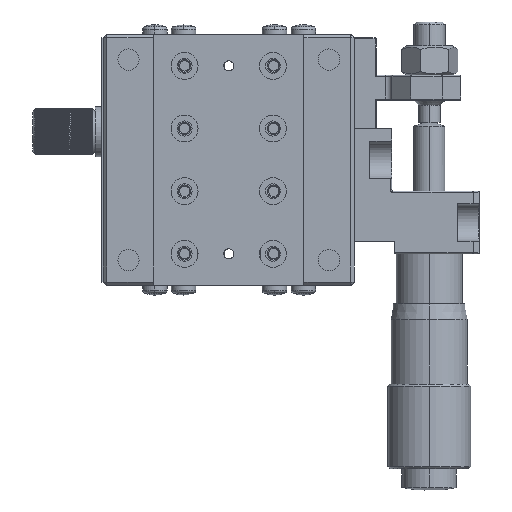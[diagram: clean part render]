
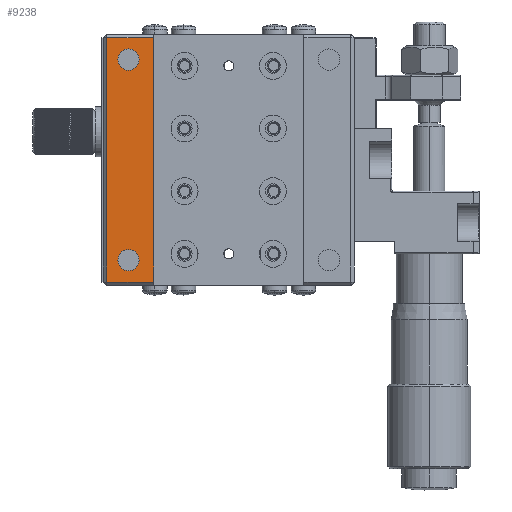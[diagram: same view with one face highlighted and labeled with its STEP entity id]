
A CAD part, left-side view. The second image highlights one B-rep face of the part: STEP entity #9238.
In plain terms, the highlighted planar face has unit normal (-1, 0, 0).
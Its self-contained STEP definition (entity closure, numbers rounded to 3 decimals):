
#374 = CARTESIAN_POINT ( 'NONE',  ( 0., 36., 2.3 ) ) ;
#674 = CIRCLE ( 'NONE', #21341, 1.7 ) ;
#1065 = FACE_BOUND ( 'NONE', #23128, .T. ) ;
#1233 = DIRECTION ( 'NONE',  ( 1., 0., 0. ) ) ;
#2790 = DIRECTION ( 'NONE',  ( 0., 0., -1. ) ) ;
#2864 = VERTEX_POINT ( 'NONE', #33248 ) ;
#2921 = CARTESIAN_POINT ( 'NONE',  ( 0., 39.5, 0.5 ) ) ;
#3194 = CARTESIAN_POINT ( 'NONE',  ( 0., 40., 0.5 ) ) ;
#3310 = CARTESIAN_POINT ( 'NONE',  ( 0., 39.5, 40. ) ) ;
#3381 = DIRECTION ( 'NONE',  ( 0., 1., 0. ) ) ;
#3391 = EDGE_CURVE ( 'NONE', #30584, #13001, #10564, .T. ) ;
#3755 = FACE_OUTER_BOUND ( 'NONE', #11991, .T. ) ;
#5755 = DIRECTION ( 'NONE',  ( 0., 0., 1. ) ) ;
#5762 = AXIS2_PLACEMENT_3D ( 'NONE', #16598, #25063, #2790 ) ;
#6702 = ORIENTED_EDGE ( 'NONE', *, *, #31774, .T. ) ;
#7188 = CIRCLE ( 'NONE', #13516, 1.7 ) ;
#7764 = ORIENTED_EDGE ( 'NONE', *, *, #8866, .F. ) ;
#8122 = CARTESIAN_POINT ( 'NONE',  ( 0., 36., 4. ) ) ;
#8436 = LINE ( 'NONE', #30379, #10582 ) ;
#8569 = DIRECTION ( 'NONE',  ( 0., 0., -1. ) ) ;
#8759 = PLANE ( 'NONE',  #34595 ) ;
#8831 = DIRECTION ( 'NONE',  ( 0., 0., 1. ) ) ;
#8866 = EDGE_CURVE ( 'NONE', #11527, #32594, #9676, .T. ) ;
#9238 = ADVANCED_FACE ( 'NONE', ( #3755, #25658, #1065 ), #8759, .F. ) ;
#9676 = LINE ( 'NONE', #13087, #10850 ) ;
#10564 = CIRCLE ( 'NONE', #12304, 1.7 ) ;
#10582 = VECTOR ( 'NONE', #5755, 1000. ) ;
#10850 = VECTOR ( 'NONE', #12900, 1000. ) ;
#10922 = EDGE_CURVE ( 'NONE', #22670, #11527, #28441, .T. ) ;
#11083 = ORIENTED_EDGE ( 'NONE', *, *, #29938, .F. ) ;
#11266 = LINE ( 'NONE', #3194, #19568 ) ;
#11527 = VERTEX_POINT ( 'NONE', #33035 ) ;
#11991 = EDGE_LOOP ( 'NONE', ( #6702, #7764, #27680, #33097 ) ) ;
#12017 = EDGE_LOOP ( 'NONE', ( #31661, #16820 ) ) ;
#12304 = AXIS2_PLACEMENT_3D ( 'NONE', #8122, #35450, #35268 ) ;
#12509 = ORIENTED_EDGE ( 'NONE', *, *, #19240, .F. ) ;
#12900 = DIRECTION ( 'NONE',  ( 0., -1., 0. ) ) ;
#13001 = VERTEX_POINT ( 'NONE', #14316 ) ;
#13087 = CARTESIAN_POINT ( 'NONE',  ( 0., 40., 39.5 ) ) ;
#13516 = AXIS2_PLACEMENT_3D ( 'NONE', #28246, #14582, #25537 ) ;
#14316 = CARTESIAN_POINT ( 'NONE',  ( 0., 36., 5.7 ) ) ;
#14582 = DIRECTION ( 'NONE',  ( -1., 0., 0. ) ) ;
#14750 = DIRECTION ( 'NONE',  ( -1., 0., 0. ) ) ;
#16598 = CARTESIAN_POINT ( 'NONE',  ( 0., 36., 4. ) ) ;
#16820 = ORIENTED_EDGE ( 'NONE', *, *, #33588, .F. ) ;
#19240 = EDGE_CURVE ( 'NONE', #32992, #19314, #674, .T. ) ;
#19314 = VERTEX_POINT ( 'NONE', #25521 ) ;
#19568 = VECTOR ( 'NONE', #3381, 1000. ) ;
#19725 = CARTESIAN_POINT ( 'NONE',  ( 0., 40., 40. ) ) ;
#20304 = DIRECTION ( 'NONE',  ( 0., 0., -1. ) ) ;
#21341 = AXIS2_PLACEMENT_3D ( 'NONE', #23189, #14750, #20304 ) ;
#21842 = CIRCLE ( 'NONE', #5762, 1.7 ) ;
#22670 = VERTEX_POINT ( 'NONE', #2921 ) ;
#23128 = EDGE_LOOP ( 'NONE', ( #11083, #12509 ) ) ;
#23189 = CARTESIAN_POINT ( 'NONE',  ( 0., 36., 36. ) ) ;
#23880 = EDGE_CURVE ( 'NONE', #2864, #22670, #11266, .T. ) ;
#25063 = DIRECTION ( 'NONE',  ( -1., 0., 0. ) ) ;
#25521 = CARTESIAN_POINT ( 'NONE',  ( 0., 36., 34.3 ) ) ;
#25537 = DIRECTION ( 'NONE',  ( 0., 0., -1. ) ) ;
#25658 = FACE_BOUND ( 'NONE', #12017, .T. ) ;
#27054 = VECTOR ( 'NONE', #8831, 1000. ) ;
#27680 = ORIENTED_EDGE ( 'NONE', *, *, #10922, .F. ) ;
#27952 = CARTESIAN_POINT ( 'NONE',  ( 0., 32., 39.5 ) ) ;
#28246 = CARTESIAN_POINT ( 'NONE',  ( 0., 36., 36. ) ) ;
#28441 = LINE ( 'NONE', #3310, #27054 ) ;
#29938 = EDGE_CURVE ( 'NONE', #19314, #32992, #7188, .T. ) ;
#30379 = CARTESIAN_POINT ( 'NONE',  ( 0., 32., 0. ) ) ;
#30584 = VERTEX_POINT ( 'NONE', #374 ) ;
#31638 = CARTESIAN_POINT ( 'NONE',  ( 0., 36., 37.7 ) ) ;
#31661 = ORIENTED_EDGE ( 'NONE', *, *, #3391, .F. ) ;
#31774 = EDGE_CURVE ( 'NONE', #2864, #32594, #8436, .T. ) ;
#32594 = VERTEX_POINT ( 'NONE', #27952 ) ;
#32992 = VERTEX_POINT ( 'NONE', #31638 ) ;
#33035 = CARTESIAN_POINT ( 'NONE',  ( 0., 39.5, 39.5 ) ) ;
#33097 = ORIENTED_EDGE ( 'NONE', *, *, #23880, .F. ) ;
#33248 = CARTESIAN_POINT ( 'NONE',  ( 0., 32., 0.5 ) ) ;
#33588 = EDGE_CURVE ( 'NONE', #13001, #30584, #21842, .T. ) ;
#34595 = AXIS2_PLACEMENT_3D ( 'NONE', #19725, #1233, #8569 ) ;
#35268 = DIRECTION ( 'NONE',  ( 0., 0., -1. ) ) ;
#35450 = DIRECTION ( 'NONE',  ( -1., 0., 0. ) ) ;
